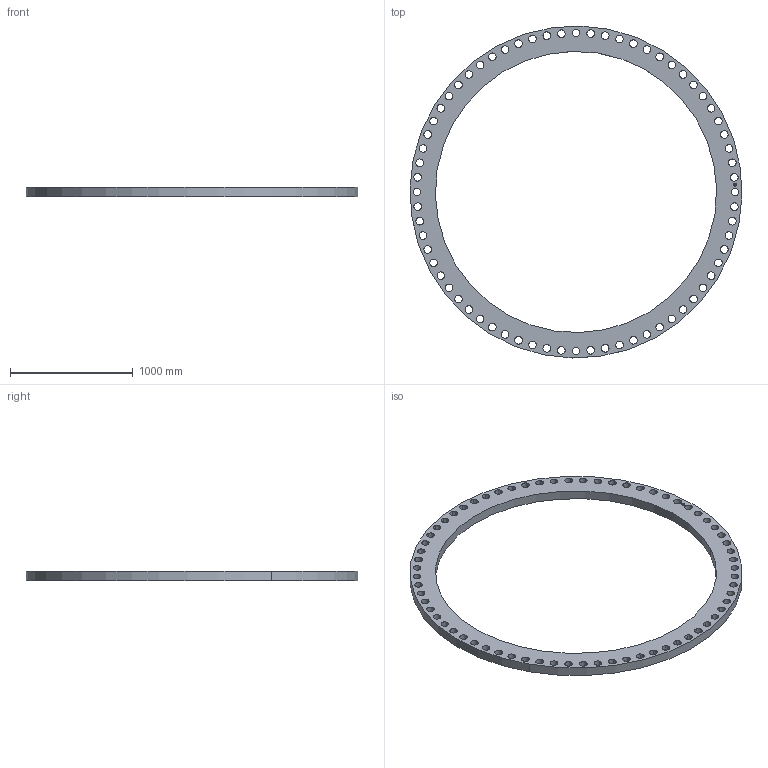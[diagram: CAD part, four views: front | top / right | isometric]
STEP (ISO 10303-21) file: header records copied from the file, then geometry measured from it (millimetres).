
FILE_DESCRIPTION(('3D STEP'),'2;1');
FILE_NAME('90-2D-RING-FF-AWWA-FLANGE.stp','2013-09-22T21:41:43+00:00',('Texas Flange'),(''),'CATIA Version 5 Release 20 SP 6 (IN-10)','CATIA V5 STEP AP214','800-826-3801');
FILE_SCHEMA(('AUTOMOTIVE_DESIGN { 1 0 10303 214 1 1 1 1 }'));
Length unit declared in the file: inch
Products named in the file (1): 90-2D-RING-FF-AWWA-FLANGE
Bounding box: 2704.35 x 2704.35 x 76.2 mm (x, y, z)
Volume: 108259005.9 mm3; surface area: 5045586.9 mm2
Topology: 1 solids, 1 shells, 527 faces, 1524 edges, 1016 vertices
Faces by surface type: plane 367, cylinder 160
Entity records: 19377 total; most frequent: ORIENTED_EDGE 3048, CARTESIAN_POINT 2965, DIRECTION 2372, EDGE_CURVE 1524, VECTOR 1204, LINE 1204, VERTEX_POINT 1016, AXIS2_PLACEMENT_3D 745
